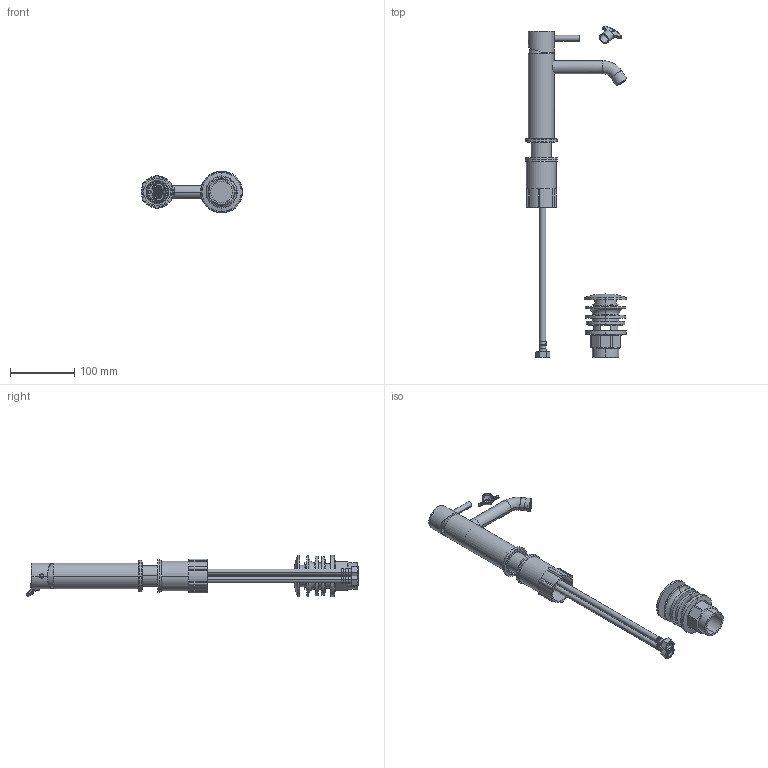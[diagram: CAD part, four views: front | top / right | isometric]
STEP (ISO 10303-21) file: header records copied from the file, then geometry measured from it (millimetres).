
FILE_DESCRIPTION((''),'2;1');
FILE_NAME('BCK2_ASM','2025-02-28T',('Administrator'),(''),'PRO/ENGINEER BY PARAMETRIC TECHNOLOGY CORPORATION, 2010430','PRO/ENGINEER BY PARAMETRIC TECHNOLOGY CORPORATION, 2010430','');
FILE_SCHEMA(('CONFIG_CONTROL_DESIGN'));
Products named in the file (24): 2110509; 2110510; 2550144; 2670387; 2610171; 2550147; 2710080; 2020161; 2020151; 2530061; 2550041; 2320060; 2010001; 2050076; 2050082; 2010052; 2550081; 2230019; 2070007; 2210016; 2860001; 2820018; 2850034; BCK2_ASM
Assembly tree (24 placements, depth 2):
  BCK2_ASM
    2110509
    2110510
    2550144
    2670387
    2610171
    2550147
    2710080
    2020161
    2020151
    2530061
    2550041
    2320060
    2010001
    2050076
    2050082
    2010052
    2550081
    2230019
    2070007
    2210016
    2860001  x2
    2820018
    2850034
Bounding box: 158.01 x 516.11 x 65 mm (x, y, z)
Volume: 287901.4 mm3; surface area: 230625.7 mm2
Topology: 36 solids, 38 shells, 3364 faces, 8735 edges, 5553 vertices
Faces by surface type: plane 2352, cylinder 696, cone 143, torus 121, bspline 36, sphere 14, extrusion 2
Entity records: 105657 total; most frequent: CARTESIAN_POINT 24673, ORIENTED_EDGE 17130, DIRECTION 16407, EDGE_CURVE 8565, AXIS2_PLACEMENT_3D 5513, VERTEX_POINT 5461, VECTOR 5381, LINE 5379
